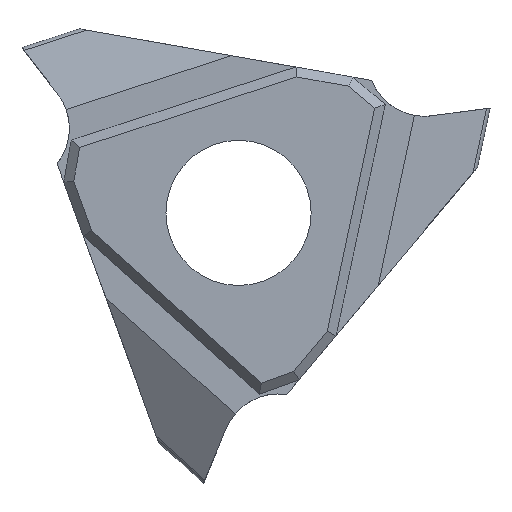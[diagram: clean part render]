
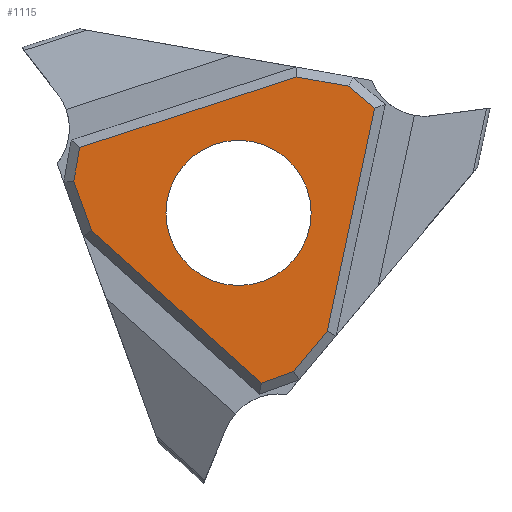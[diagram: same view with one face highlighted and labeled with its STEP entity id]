
A CAD part, left-side view. The second image highlights one B-rep face of the part: STEP entity #1115.
In plain terms, the highlighted planar face has unit normal (-1, 0, 0).
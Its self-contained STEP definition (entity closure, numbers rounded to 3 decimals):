
#286=DIRECTION('',(0.,0.342,0.94));
#287=VECTOR('',#286,1.627);
#288=CARTESIAN_POINT('',(-2.,4.55,-0.545));
#289=LINE('',#288,#287);
#290=DIRECTION('',(0.,-0.174,0.985));
#291=VECTOR('',#290,1.061);
#292=CARTESIAN_POINT('',(-2.,5.107,0.983));
#293=LINE('',#292,#291);
#294=DIRECTION('',(0.,-0.951,0.309));
#295=VECTOR('',#294,7.072);
#296=CARTESIAN_POINT('',(-2.,4.923,2.028));
#297=LINE('',#296,#295);
#298=DIRECTION('',(0.,-0.985,-0.174));
#299=VECTOR('',#298,1.627);
#300=CARTESIAN_POINT('',(-2.,-1.803,4.213));
#301=LINE('',#300,#299);
#302=DIRECTION('',(0.,-0.766,-0.643));
#303=VECTOR('',#302,1.061);
#304=CARTESIAN_POINT('',(-2.,-3.405,3.931));
#305=LINE('',#304,#303);
#306=DIRECTION('',(0.,0.208,-0.978));
#307=VECTOR('',#306,7.072);
#308=CARTESIAN_POINT('',(-2.,-4.218,3.249));
#309=LINE('',#308,#307);
#310=DIRECTION('',(0.,0.643,-0.766));
#311=VECTOR('',#310,1.627);
#312=CARTESIAN_POINT('',(-2.,-2.747,-3.668));
#313=LINE('',#312,#311);
#314=DIRECTION('',(0.,0.94,-0.342));
#315=VECTOR('',#314,1.061);
#316=CARTESIAN_POINT('',(-2.,-1.702,-4.914));
#317=LINE('',#316,#315);
#318=DIRECTION('',(0.,0.743,0.669));
#319=VECTOR('',#318,7.072);
#320=CARTESIAN_POINT('',(-2.,-0.705,-5.277));
#321=LINE('',#320,#319);
#322=CARTESIAN_POINT('',(-2.,0.,0.));
#323=DIRECTION('',(-1.,0.,0.));
#324=DIRECTION('',(0.,-0.174,0.985));
#325=AXIS2_PLACEMENT_3D('',#322,#323,#324);
#327=CARTESIAN_POINT('',(-2.,0.,0.));
#328=DIRECTION('',(-1.,0.,0.));
#329=DIRECTION('',(0.,0.174,-0.985));
#330=AXIS2_PLACEMENT_3D('',#327,#328,#329);
#515=CARTESIAN_POINT('',(-2.,-0.391,2.216));
#516=CARTESIAN_POINT('',(-2.,0.391,-2.216));
#517=VERTEX_POINT('',#515);
#518=VERTEX_POINT('',#516);
#519=CARTESIAN_POINT('',(-2.,4.55,-0.545));
#520=CARTESIAN_POINT('',(-2.,5.107,0.983));
#521=VERTEX_POINT('',#519);
#522=VERTEX_POINT('',#520);
#523=CARTESIAN_POINT('',(-2.,4.923,2.028));
#524=VERTEX_POINT('',#523);
#525=CARTESIAN_POINT('',(-2.,-1.803,4.213));
#526=VERTEX_POINT('',#525);
#527=CARTESIAN_POINT('',(-2.,-3.405,3.931));
#528=VERTEX_POINT('',#527);
#529=CARTESIAN_POINT('',(-2.,-4.218,3.249));
#530=VERTEX_POINT('',#529);
#531=CARTESIAN_POINT('',(-2.,-2.747,-3.668));
#532=VERTEX_POINT('',#531);
#533=CARTESIAN_POINT('',(-2.,-1.702,-4.914));
#534=VERTEX_POINT('',#533);
#535=CARTESIAN_POINT('',(-2.,-0.705,-5.277));
#536=VERTEX_POINT('',#535);
#1087=CARTESIAN_POINT('',(-2.,0.,0.));
#1088=DIRECTION('',(1.,0.,0.));
#1089=DIRECTION('',(0.,0.985,0.174));
#1090=AXIS2_PLACEMENT_3D('',#1087,#1088,#1089);
#1091=PLANE('',#1090);
#1093=ORIENTED_EDGE('',*,*,#1092,.T.);
#1095=ORIENTED_EDGE('',*,*,#1094,.T.);
#1096=ORIENTED_EDGE('',*,*,#1030,.T.);
#1097=ORIENTED_EDGE('',*,*,#1052,.T.);
#1098=ORIENTED_EDGE('',*,*,#1070,.T.);
#1100=ORIENTED_EDGE('',*,*,#1099,.T.);
#1102=ORIENTED_EDGE('',*,*,#1101,.T.);
#1104=ORIENTED_EDGE('',*,*,#1103,.T.);
#1106=ORIENTED_EDGE('',*,*,#1105,.T.);
#1107=EDGE_LOOP('',(#1093,#1095,#1096,#1097,#1098,#1100,#1102,#1104,#1106));
#1108=FACE_OUTER_BOUND('',#1107,.F.);
#1110=ORIENTED_EDGE('',*,*,#1109,.T.);
#1112=ORIENTED_EDGE('',*,*,#1111,.T.);
#1113=EDGE_LOOP('',(#1110,#1112));
#1114=FACE_BOUND('',#1113,.F.);
#326=CIRCLE('',#325,2.25);
#331=CIRCLE('',#330,2.25);
#1030=EDGE_CURVE('',#524,#526,#297,.T.);
#1052=EDGE_CURVE('',#526,#528,#301,.T.);
#1070=EDGE_CURVE('',#528,#530,#305,.T.);
#1092=EDGE_CURVE('',#521,#522,#289,.T.);
#1094=EDGE_CURVE('',#522,#524,#293,.T.);
#1099=EDGE_CURVE('',#530,#532,#309,.T.);
#1101=EDGE_CURVE('',#532,#534,#313,.T.);
#1103=EDGE_CURVE('',#534,#536,#317,.T.);
#1105=EDGE_CURVE('',#536,#521,#321,.T.);
#1109=EDGE_CURVE('',#517,#518,#326,.T.);
#1111=EDGE_CURVE('',#518,#517,#331,.T.);
#1115=ADVANCED_FACE('',(#1108,#1114),#1091,.F.);
